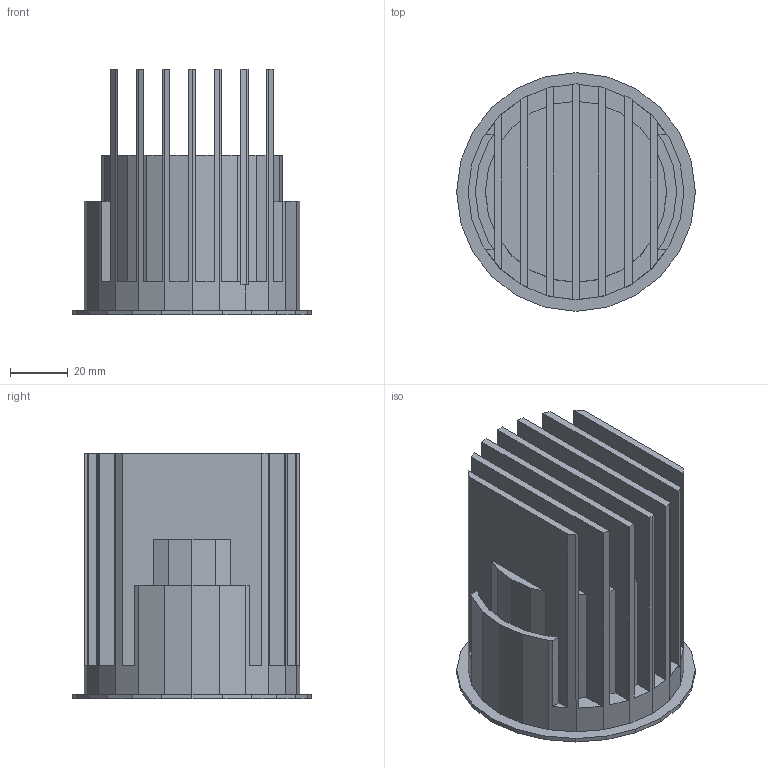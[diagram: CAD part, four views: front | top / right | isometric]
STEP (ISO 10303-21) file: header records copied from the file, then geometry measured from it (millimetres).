
FILE_DESCRIPTION(/* description */ ('This is a sample STEP configuration'),/* implementation_level */ '2;1');
FILE_NAME(/* name */ '684-0010xxxxxxx SIMPLE.ipt_Rev_00.stp',/* time_stamp */ '2023-11-23T13:57:08+01:00',/* author */ ('powerJobs'),/* organization */ ('coolOrange'),/* preprocessor_version */ 'ST-DEVELOPER v19.2',/* originating_system */ 'Autodesk Inventor 2023',/* authorisation */ '');
FILE_SCHEMA (('AUTOMOTIVE_DESIGN { 1 0 10303 214 3 1 1 }'));
Length unit declared in the file: millimetre
Products named in the file (1): ENG000030900
Bounding box: 83 x 83 x 85.5 mm (x, y, z)
Volume: 181791.2 mm3; surface area: 67528.1 mm2
Topology: 1 solids, 1 shells, 220 faces, 642 edges, 428 vertices
Faces by surface type: plane 220
Entity records: 7169 total; most frequent: CARTESIAN_POINT 1291, ORIENTED_EDGE 1284, DIRECTION 1084, LINE 642, VECTOR 642, EDGE_CURVE 642, VERTEX_POINT 428, EDGE_LOOP 224
